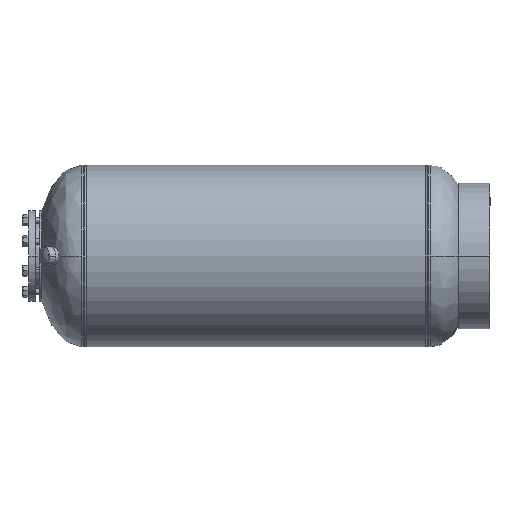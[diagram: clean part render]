
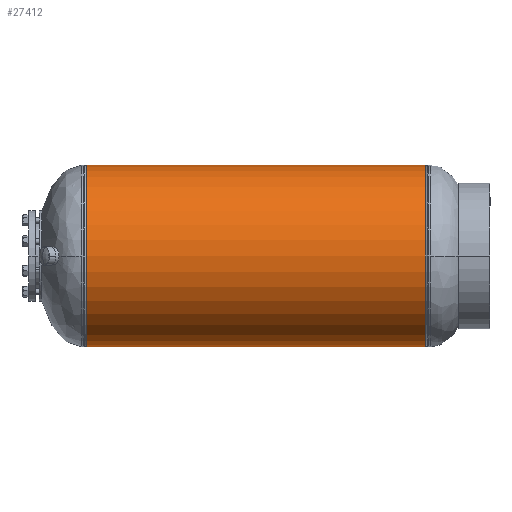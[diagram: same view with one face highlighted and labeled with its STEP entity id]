
A CAD part, left-side view. The second image highlights one B-rep face of the part: STEP entity #27412.
In plain terms, the highlighted cylindrical face has radius 253.517 mm (diameter 507.035 mm), a partial arc.
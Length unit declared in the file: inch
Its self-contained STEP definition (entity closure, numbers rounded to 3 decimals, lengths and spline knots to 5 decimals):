
#1606 = CARTESIAN_POINT ( 'NONE',  ( 0., -72.68578, 9.981 ) ) ;
#2194 = VERTEX_POINT ( 'NONE', #7020 ) ;
#3002 = ORIENTED_EDGE ( 'NONE', *, *, #5704, .T. ) ;
#3486 = CIRCLE ( 'NONE', #19720, 9.981 ) ;
#4508 = CARTESIAN_POINT ( 'NONE',  ( 0., 37.26, 9.981 ) ) ;
#5481 = DIRECTION ( 'NONE',  ( 0., -1., 0. ) ) ;
#5704 = EDGE_CURVE ( 'NONE', #23369, #13567, #11656, .T. ) ;
#5753 = ORIENTED_EDGE ( 'NONE', *, *, #9044, .T. ) ;
#6848 = FACE_OUTER_BOUND ( 'NONE', #21259, .T. ) ;
#7020 = CARTESIAN_POINT ( 'NONE',  ( 0., 37.26, -9.981 ) ) ;
#7169 = CARTESIAN_POINT ( 'NONE',  ( 0., -72.68578, -9.981 ) ) ;
#8590 = VERTEX_POINT ( 'NONE', #23576 ) ;
#9044 = EDGE_CURVE ( 'NONE', #8590, #23369, #13744, .T. ) ;
#9103 = VECTOR ( 'NONE', #22236, 39.37008 ) ;
#9424 = ORIENTED_EDGE ( 'NONE', *, *, #11718, .T. ) ;
#10761 = CARTESIAN_POINT ( 'NONE',  ( 0., 37.26, 0. ) ) ;
#11107 = VECTOR ( 'NONE', #31493, 39.37008 ) ;
#11656 = LINE ( 'NONE', #1606, #11107 ) ;
#11718 = EDGE_CURVE ( 'NONE', #2194, #8590, #19647, .T. ) ;
#11791 = DIRECTION ( 'NONE',  ( 0., 0., 1. ) ) ;
#13567 = VERTEX_POINT ( 'NONE', #4508 ) ;
#13744 = CIRCLE ( 'NONE', #27875, 9.981 ) ;
#16869 = CYLINDRICAL_SURFACE ( 'NONE', #24698, 9.981 ) ;
#17149 = DIRECTION ( 'NONE',  ( 0., 1., 0. ) ) ;
#17630 = EDGE_CURVE ( 'NONE', #13567, #2194, #3486, .T. ) ;
#19647 = LINE ( 'NONE', #7169, #9103 ) ;
#19720 = AXIS2_PLACEMENT_3D ( 'NONE', #10761, #5481, #20746 ) ;
#20746 = DIRECTION ( 'NONE',  ( 0., 0., 1. ) ) ;
#21259 = EDGE_LOOP ( 'NONE', ( #5753, #3002, #28879, #9424 ) ) ;
#22236 = DIRECTION ( 'NONE',  ( 0., -1., 0. ) ) ;
#23369 = VERTEX_POINT ( 'NONE', #24282 ) ;
#23576 = CARTESIAN_POINT ( 'NONE',  ( 0., 0., -9.981 ) ) ;
#24282 = CARTESIAN_POINT ( 'NONE',  ( 0., 0., 9.981 ) ) ;
#24698 = AXIS2_PLACEMENT_3D ( 'NONE', #28680, #29006, #11791 ) ;
#27137 = CARTESIAN_POINT ( 'NONE',  ( 0., 0., 0. ) ) ;
#27412 = ADVANCED_FACE ( 'NONE', ( #6848 ), #16869, .T. ) ;
#27875 = AXIS2_PLACEMENT_3D ( 'NONE', #27137, #17149, #31742 ) ;
#28680 = CARTESIAN_POINT ( 'NONE',  ( 0., -72.68578, 0. ) ) ;
#28879 = ORIENTED_EDGE ( 'NONE', *, *, #17630, .T. ) ;
#29006 = DIRECTION ( 'NONE',  ( 0., 1., 0. ) ) ;
#31493 = DIRECTION ( 'NONE',  ( 0., 1., 0. ) ) ;
#31742 = DIRECTION ( 'NONE',  ( 0., 0., 1. ) ) ;
